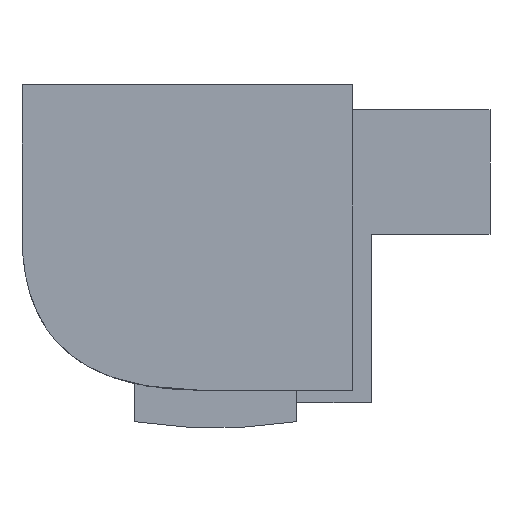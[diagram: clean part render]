
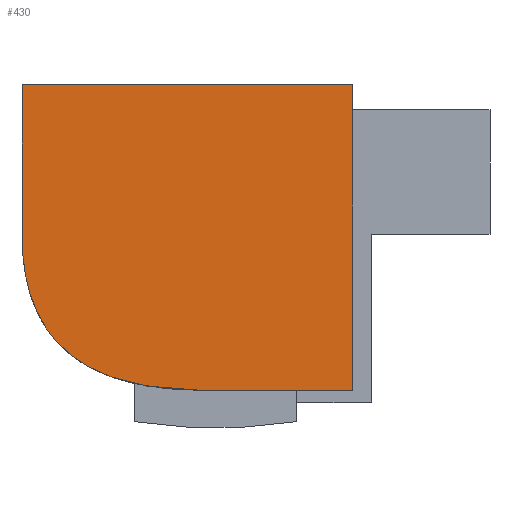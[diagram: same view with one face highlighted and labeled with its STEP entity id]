
A CAD part, front view. The second image highlights one B-rep face of the part: STEP entity #430.
In plain terms, the highlighted planar face has unit normal (0, -1, 0).
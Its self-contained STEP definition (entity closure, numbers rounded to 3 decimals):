
#33=FACE_OUTER_BOUND('',#58,.T.);
#58=EDGE_LOOP('',(#319,#320,#321,#322,#323));
#79=(
BOUNDED_CURVE()
B_SPLINE_CURVE(2,(#740,#741,#742),.UNSPECIFIED.,.F.,.F.)
B_SPLINE_CURVE_WITH_KNOTS((3,3),(0.,1.07),.UNSPECIFIED.)
CURVE()
GEOMETRIC_REPRESENTATION_ITEM()
RATIONAL_B_SPLINE_CURVE((1.,1.015,1.))
REPRESENTATION_ITEM('')
);
#88=LINE('',#597,#138);
#94=LINE('',#728,#144);
#97=LINE('',#733,#147);
#99=LINE('',#746,#149);
#138=VECTOR('',#495,10.);
#144=VECTOR('',#503,10.);
#147=VECTOR('',#508,10.);
#149=VECTOR('',#512,10.);
#188=VERTEX_POINT('',#594);
#189=VERTEX_POINT('',#596);
#195=VERTEX_POINT('',#725);
#196=VERTEX_POINT('',#727);
#197=VERTEX_POINT('',#731);
#228=EDGE_CURVE('',#188,#189,#88,.T.);
#237=EDGE_CURVE('',#196,#195,#94,.T.);
#240=EDGE_CURVE('',#195,#197,#97,.T.);
#241=EDGE_CURVE('',#189,#197,#79,.T.);
#243=EDGE_CURVE('',#196,#188,#99,.T.);
#319=ORIENTED_EDGE('',*,*,#243,.F.);
#320=ORIENTED_EDGE('',*,*,#237,.T.);
#321=ORIENTED_EDGE('',*,*,#240,.T.);
#322=ORIENTED_EDGE('',*,*,#241,.F.);
#323=ORIENTED_EDGE('',*,*,#228,.F.);
#408=PLANE('',#468);
#430=ADVANCED_FACE('',(#33),#408,.F.);
#468=AXIS2_PLACEMENT_3D('',#754,#517,#518);
#495=DIRECTION('',(-1.,0.,0.));
#503=DIRECTION('',(-1.,0.,0.));
#508=DIRECTION('',(0.,0.,-1.));
#512=DIRECTION('',(0.,0.,-1.));
#517=DIRECTION('center_axis',(0.,1.,0.));
#518=DIRECTION('ref_axis',(1.,0.,0.));
#594=CARTESIAN_POINT('',(0.,-0.5,-12.25));
#596=CARTESIAN_POINT('',(-6.,-0.5,-12.25));
#597=CARTESIAN_POINT('',(0.,-0.5,-12.25));
#725=CARTESIAN_POINT('',(-13.25,-0.5,0.));
#727=CARTESIAN_POINT('',(0.,-0.5,0.));
#728=CARTESIAN_POINT('',(0.,-0.5,0.));
#731=CARTESIAN_POINT('',(-13.25,-0.5,-6.));
#733=CARTESIAN_POINT('',(-13.25,-0.5,0.));
#740=CARTESIAN_POINT('Ctrl Pts',(-6.,-0.5,-12.25));
#741=CARTESIAN_POINT('Ctrl Pts',(-13.25,-0.5,-12.25));
#742=CARTESIAN_POINT('Ctrl Pts',(-13.25,-0.5,-6.));
#746=CARTESIAN_POINT('',(0.,-0.5,0.));
#754=CARTESIAN_POINT('Origin',(-6.625,-0.5,-6.125));
